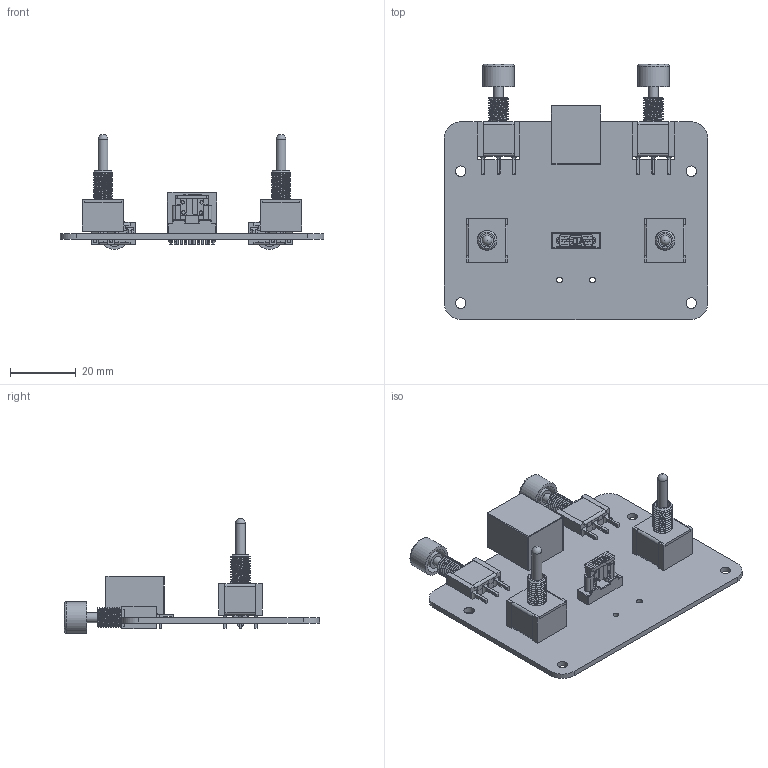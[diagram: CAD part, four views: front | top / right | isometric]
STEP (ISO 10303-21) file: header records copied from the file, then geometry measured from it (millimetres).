
FILE_DESCRIPTION(('Open CASCADE Model'),'2;1');
FILE_NAME('Open CASCADE Shape Model','2025-08-30T15:36:29',('Author'),( 'Open CASCADE'),'Open CASCADE STEP processor 7.5','Open CASCADE 7.5' ,'Unknown');
FILE_SCHEMA(('AUTOMOTIVE_DESIGN { 1 0 10303 214 1 1 1 1 }'));
Length unit declared in the file: millimetre
Products named in the file (19): PCB; Board; Open CASCADE STEP translator 7.5 1.1.1; SW4; MTS-223; SW3; SW2; PS-102; SW1; J1; RJ45 5801-10P8C; F1; Automotive Micro Fuse Holder PTH; Automotice Micro Fuse v2; Filament; Contacts; Case; Rating; Open CASCADE STEP translator 7.5 1.7.1.2
Assembly tree (20 placements, depth 5):
  PCB
    Board
      Open CASCADE STEP translator 7.5 1.1.1
    SW4
      MTS-223
    SW3
      MTS-223
    SW2
      PS-102
    SW1
      PS-102
    J1
      RJ45 5801-10P8C
    F1
      Automotive Micro Fuse Holder PTH
        Automotice Micro Fuse v2
          Filament
          Contacts
          Case
          Rating
        Open CASCADE STEP translator 7.5 1.7.1.2
Bounding box: 80 x 77.4 x 34.9 mm (x, y, z)
Volume: 15765.3 mm3; surface area: 21980.9 mm2
Topology: 54 solids, 54 shells, 1244 faces, 3132 edges, 2038 vertices
Faces by surface type: plane 816, cylinder 380, bspline 29, sphere 7, cone 6, torus 6
Full cylindrical faces by diameter (mm): 0.6 x2, 0.7 x8, 0.8 x2, 0.9 x8, 1 x6, 1.048 x2, 1.8 x2, 3 x6, 3.2 x6, 4 x4, 5 x2, 5.048 x12, 5.908 x22, 7.6 x2, 9.6 x2
Entity records: 29747 total; most frequent: CARTESIAN_POINT 7968, ORIENTED_EDGE 4416, DIRECTION 4204, EDGE_CURVE 2208, LINE 1628, VECTOR 1628, VERTEX_POINT 1438, AXIS2_PLACEMENT_3D 1288
